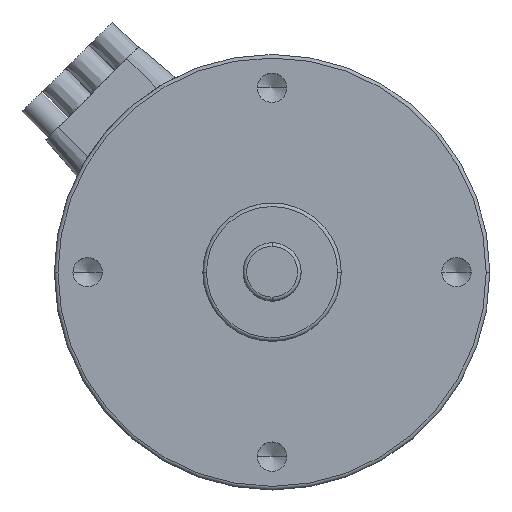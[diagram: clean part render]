
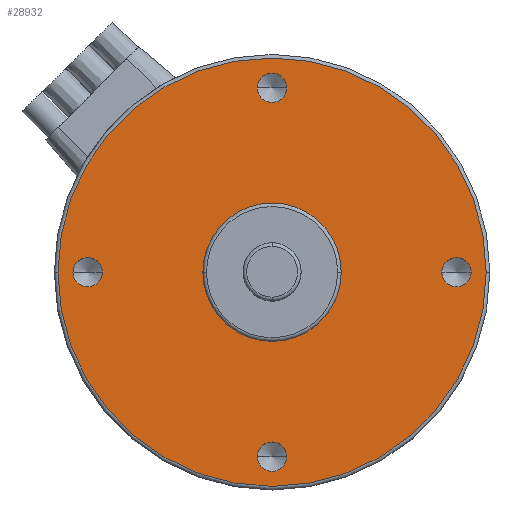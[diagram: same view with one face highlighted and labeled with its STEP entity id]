
A CAD part, top view. The second image highlights one B-rep face of the part: STEP entity #28932.
In plain terms, the highlighted planar face has unit normal (0, 0, 1).
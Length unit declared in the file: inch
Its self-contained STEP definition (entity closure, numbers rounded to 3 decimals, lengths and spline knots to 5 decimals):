
#1414 = CARTESIAN_POINT ( 'NONE',  ( 1., 0., 0. ) ) ;
#2328 = CARTESIAN_POINT ( 'NONE',  ( 1.0795, 0., 0. ) ) ;
#2583 = EDGE_CURVE ( 'NONE', #59473, #12831, #40417, .T. ) ;
#3077 = AXIS2_PLACEMENT_3D ( 'NONE', #58789, #23443, #41091 ) ;
#3959 = EDGE_CURVE ( 'NONE', #65977, #39839, #58035, .T. ) ;
#4427 = DIRECTION ( 'NONE',  ( 0., 0., -1. ) ) ;
#4791 = EDGE_CURVE ( 'NONE', #17328, #27153, #64304, .T. ) ;
#5945 = ORIENTED_EDGE ( 'NONE', *, *, #65113, .T. ) ;
#6936 = EDGE_LOOP ( 'NONE', ( #24724, #31078 ) ) ;
#8222 = CARTESIAN_POINT ( 'NONE',  ( 1.16107, 0., 0. ) ) ;
#9234 = DIRECTION ( 'NONE',  ( 1., 0., 0. ) ) ;
#9692 = DIRECTION ( 'NONE',  ( 1., 0., 0. ) ) ;
#9776 = VERTEX_POINT ( 'NONE', #29083 ) ;
#10906 = CARTESIAN_POINT ( 'NONE',  ( -0.9205, 0., 0. ) ) ;
#11125 = DIRECTION ( 'NONE',  ( 0., 0., 1. ) ) ;
#11706 = DIRECTION ( 'NONE',  ( 0., 0., -1. ) ) ;
#11931 = DIRECTION ( 'NONE',  ( 0., 0., -1. ) ) ;
#12125 = CIRCLE ( 'NONE', #42222, 0.375 ) ;
#12389 = CIRCLE ( 'NONE', #17392, 1.16107 ) ;
#12496 = DIRECTION ( 'NONE',  ( 0., 0., -1. ) ) ;
#12831 = VERTEX_POINT ( 'NONE', #8222 ) ;
#12950 = CARTESIAN_POINT ( 'NONE',  ( 0.375, 0., 0. ) ) ;
#14004 = ORIENTED_EDGE ( 'NONE', *, *, #37806, .T. ) ;
#15878 = FACE_BOUND ( 'NONE', #75396, .T. ) ;
#15972 = EDGE_CURVE ( 'NONE', #39839, #65977, #49443, .T. ) ;
#16265 = CARTESIAN_POINT ( 'NONE',  ( 0., 0., 0. ) ) ;
#16394 = CARTESIAN_POINT ( 'NONE',  ( 0.0795, -1., 0. ) ) ;
#16551 = CIRCLE ( 'NONE', #68016, 0.0795 ) ;
#16881 = DIRECTION ( 'NONE',  ( 0., 0., -1. ) ) ;
#17035 = FACE_BOUND ( 'NONE', #76347, .T. ) ;
#17328 = VERTEX_POINT ( 'NONE', #28548 ) ;
#17392 = AXIS2_PLACEMENT_3D ( 'NONE', #67849, #63509, #9692 ) ;
#17503 = EDGE_CURVE ( 'NONE', #69217, #9776, #25681, .T. ) ;
#17615 = CARTESIAN_POINT ( 'NONE',  ( -1., 0., 0. ) ) ;
#18993 = ORIENTED_EDGE ( 'NONE', *, *, #17503, .T. ) ;
#19233 = CIRCLE ( 'NONE', #70698, 0.0795 ) ;
#19352 = CARTESIAN_POINT ( 'NONE',  ( 0., 0., 0. ) ) ;
#20354 = AXIS2_PLACEMENT_3D ( 'NONE', #59274, #12496, #53751 ) ;
#23443 = DIRECTION ( 'NONE',  ( 0., 0., -1. ) ) ;
#24570 = CARTESIAN_POINT ( 'NONE',  ( 1., 0., 0. ) ) ;
#24724 = ORIENTED_EDGE ( 'NONE', *, *, #63940, .T. ) ;
#25391 = DIRECTION ( 'NONE',  ( 0., 0., -1. ) ) ;
#25681 = CIRCLE ( 'NONE', #3077, 0.375 ) ;
#26160 = AXIS2_PLACEMENT_3D ( 'NONE', #24570, #48505, #42215 ) ;
#27153 = VERTEX_POINT ( 'NONE', #51306 ) ;
#27676 = ORIENTED_EDGE ( 'NONE', *, *, #15972, .T. ) ;
#27808 = VERTEX_POINT ( 'NONE', #2328 ) ;
#28548 = CARTESIAN_POINT ( 'NONE',  ( 0.0795, 1., 0. ) ) ;
#28623 = EDGE_CURVE ( 'NONE', #45551, #27808, #33653, .T. ) ;
#28932 = ADVANCED_FACE ( 'NONE', ( #51614, #15878, #76711, #17035, #63403, #58288 ), #64933, .T. ) ;
#29083 = CARTESIAN_POINT ( 'NONE',  ( -0.375, 0., 0. ) ) ;
#29458 = EDGE_CURVE ( 'NONE', #12831, #59473, #12389, .T. ) ;
#29980 = VERTEX_POINT ( 'NONE', #65335 ) ;
#31078 = ORIENTED_EDGE ( 'NONE', *, *, #28623, .T. ) ;
#33392 = DIRECTION ( 'NONE',  ( 1., 0., 0. ) ) ;
#33653 = CIRCLE ( 'NONE', #26160, 0.0795 ) ;
#35121 = CIRCLE ( 'NONE', #50204, 0.0795 ) ;
#35673 = DIRECTION ( 'NONE',  ( 1., 0., 0. ) ) ;
#36388 = ORIENTED_EDGE ( 'NONE', *, *, #50159, .T. ) ;
#36554 = AXIS2_PLACEMENT_3D ( 'NONE', #1414, #25391, #9234 ) ;
#36710 = AXIS2_PLACEMENT_3D ( 'NONE', #58125, #16881, #33392 ) ;
#36874 = AXIS2_PLACEMENT_3D ( 'NONE', #17615, #11706, #35673 ) ;
#37009 = ORIENTED_EDGE ( 'NONE', *, *, #3959, .T. ) ;
#37806 = EDGE_CURVE ( 'NONE', #9776, #69217, #12125, .T. ) ;
#39433 = DIRECTION ( 'NONE',  ( 1., 0., 0. ) ) ;
#39839 = VERTEX_POINT ( 'NONE', #48843 ) ;
#40417 = CIRCLE ( 'NONE', #20354, 1.16107 ) ;
#40964 = CARTESIAN_POINT ( 'NONE',  ( 0.9205, 0., 0. ) ) ;
#41091 = DIRECTION ( 'NONE',  ( -1., 0., 0. ) ) ;
#42215 = DIRECTION ( 'NONE',  ( 1., 0., 0. ) ) ;
#42222 = AXIS2_PLACEMENT_3D ( 'NONE', #19352, #67269, #42904 ) ;
#42904 = DIRECTION ( 'NONE',  ( -1., 0., 0. ) ) ;
#44377 = EDGE_LOOP ( 'NONE', ( #14004, #18993 ) ) ;
#45551 = VERTEX_POINT ( 'NONE', #40964 ) ;
#46738 = AXIS2_PLACEMENT_3D ( 'NONE', #67773, #48932, #72499 ) ;
#47803 = ORIENTED_EDGE ( 'NONE', *, *, #4791, .T. ) ;
#48505 = DIRECTION ( 'NONE',  ( 0., 0., -1. ) ) ;
#48843 = CARTESIAN_POINT ( 'NONE',  ( -1.0795, 0., 0. ) ) ;
#48932 = DIRECTION ( 'NONE',  ( 0., 0., -1. ) ) ;
#49443 = CIRCLE ( 'NONE', #36874, 0.0795 ) ;
#50159 = EDGE_CURVE ( 'NONE', #27153, #17328, #35121, .T. ) ;
#50204 = AXIS2_PLACEMENT_3D ( 'NONE', #57835, #75891, #75506 ) ;
#51306 = CARTESIAN_POINT ( 'NONE',  ( -0.0795, 1., 0. ) ) ;
#51614 = FACE_OUTER_BOUND ( 'NONE', #65368, .T. ) ;
#52414 = CARTESIAN_POINT ( 'NONE',  ( 0., -1., 0. ) ) ;
#52726 = CARTESIAN_POINT ( 'NONE',  ( 0., -1., 0. ) ) ;
#53191 = DIRECTION ( 'NONE',  ( 1., 0., 0. ) ) ;
#53751 = DIRECTION ( 'NONE',  ( 1., 0., 0. ) ) ;
#53880 = DIRECTION ( 'NONE',  ( 1., 0., 0. ) ) ;
#54414 = VERTEX_POINT ( 'NONE', #16394 ) ;
#57835 = CARTESIAN_POINT ( 'NONE',  ( 0., 1., 0. ) ) ;
#58035 = CIRCLE ( 'NONE', #46738, 0.0795 ) ;
#58041 = ORIENTED_EDGE ( 'NONE', *, *, #29458, .F. ) ;
#58125 = CARTESIAN_POINT ( 'NONE',  ( 0., 1., 0. ) ) ;
#58288 = FACE_BOUND ( 'NONE', #44377, .T. ) ;
#58789 = CARTESIAN_POINT ( 'NONE',  ( 0., 0., 0. ) ) ;
#59274 = CARTESIAN_POINT ( 'NONE',  ( 0., 0., 0. ) ) ;
#59473 = VERTEX_POINT ( 'NONE', #71028 ) ;
#62299 = EDGE_LOOP ( 'NONE', ( #37009, #27676 ) ) ;
#63403 = FACE_BOUND ( 'NONE', #62299, .T. ) ;
#63509 = DIRECTION ( 'NONE',  ( 0., 0., -1. ) ) ;
#63940 = EDGE_CURVE ( 'NONE', #27808, #45551, #71717, .T. ) ;
#64304 = CIRCLE ( 'NONE', #36710, 0.0795 ) ;
#64933 = PLANE ( 'NONE',  #71333 ) ;
#65113 = EDGE_CURVE ( 'NONE', #29980, #54414, #16551, .T. ) ;
#65335 = CARTESIAN_POINT ( 'NONE',  ( -0.0795, -1., 0. ) ) ;
#65368 = EDGE_LOOP ( 'NONE', ( #58041, #69931 ) ) ;
#65977 = VERTEX_POINT ( 'NONE', #10906 ) ;
#67269 = DIRECTION ( 'NONE',  ( 0., 0., -1. ) ) ;
#67773 = CARTESIAN_POINT ( 'NONE',  ( -1., 0., 0. ) ) ;
#67849 = CARTESIAN_POINT ( 'NONE',  ( 0., 0., 0. ) ) ;
#67888 = ORIENTED_EDGE ( 'NONE', *, *, #70379, .T. ) ;
#68016 = AXIS2_PLACEMENT_3D ( 'NONE', #52726, #4427, #53880 ) ;
#69217 = VERTEX_POINT ( 'NONE', #12950 ) ;
#69931 = ORIENTED_EDGE ( 'NONE', *, *, #2583, .F. ) ;
#70379 = EDGE_CURVE ( 'NONE', #54414, #29980, #19233, .T. ) ;
#70698 = AXIS2_PLACEMENT_3D ( 'NONE', #52414, #11931, #53191 ) ;
#71028 = CARTESIAN_POINT ( 'NONE',  ( -1.16107, 0., 0. ) ) ;
#71333 = AXIS2_PLACEMENT_3D ( 'NONE', #16265, #11125, #39433 ) ;
#71717 = CIRCLE ( 'NONE', #36554, 0.0795 ) ;
#72499 = DIRECTION ( 'NONE',  ( 1., 0., 0. ) ) ;
#75396 = EDGE_LOOP ( 'NONE', ( #47803, #36388 ) ) ;
#75506 = DIRECTION ( 'NONE',  ( 1., 0., 0. ) ) ;
#75891 = DIRECTION ( 'NONE',  ( 0., 0., -1. ) ) ;
#76347 = EDGE_LOOP ( 'NONE', ( #67888, #5945 ) ) ;
#76711 = FACE_BOUND ( 'NONE', #6936, .T. ) ;
